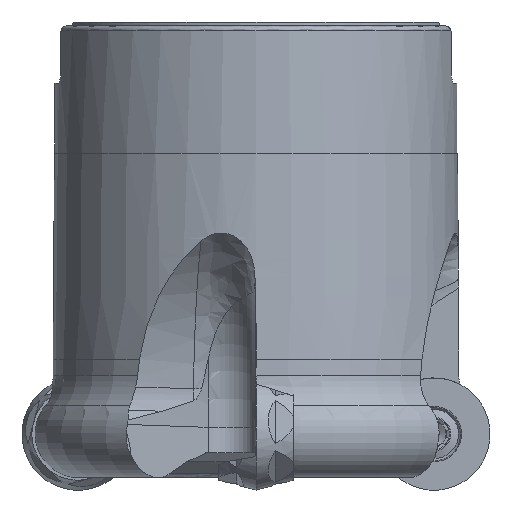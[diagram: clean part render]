
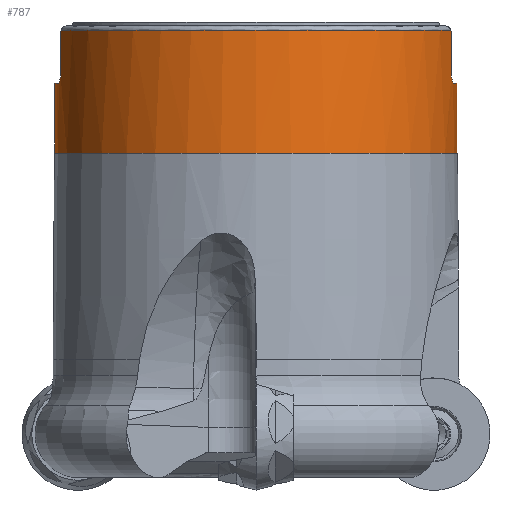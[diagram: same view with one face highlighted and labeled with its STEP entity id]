
A CAD part, left-side view. The second image highlights one B-rep face of the part: STEP entity #787.
In plain terms, the highlighted cylindrical face has radius 21.5 mm (diameter 43 mm), a full revolution.
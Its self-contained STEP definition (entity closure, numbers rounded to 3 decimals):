
#179=ELLIPSE('',#5871,30.406,21.5);
#180=ELLIPSE('',#5873,30.406,21.5);
#181=ELLIPSE('',#5874,30.406,21.5);
#182=ELLIPSE('',#5876,30.406,21.5);
#183=ELLIPSE('',#5877,30.406,21.5);
#184=ELLIPSE('',#5879,30.406,21.5);
#185=ELLIPSE('',#5880,30.406,21.5);
#186=ELLIPSE('',#5882,30.406,21.5);
#343=CYLINDRICAL_SURFACE('',#5883,21.5);
#787=ADVANCED_FACE('CN_SU1',(#1222,#1223),#343,.T.);
#1222=FACE_BOUND('',#1376,.T.);
#1223=FACE_BOUND('',#1377,.T.);
#1376=EDGE_LOOP('',(#2676,#2677,#2678,#2679,#2680,#2681,#2682,#2683,#2684,
#2685,#2686,#2687,#2688,#2689,#2690,#2691));
#1377=EDGE_LOOP('',(#2692));
#1766=CIRCLE('',#5869,21.5);
#1767=CIRCLE('',#5872,21.5);
#1768=CIRCLE('',#5875,21.5);
#1769=CIRCLE('',#5878,21.5);
#1770=CIRCLE('',#5881,21.5);
#1916=LINE('',#8846,#2140);
#1917=LINE('',#8854,#2141);
#1918=LINE('',#8862,#2142);
#1919=LINE('',#8870,#2143);
#2140=VECTOR('',#6660,1.);
#2141=VECTOR('',#6667,1.);
#2142=VECTOR('',#6674,1.);
#2143=VECTOR('',#6681,1.);
#2676=ORIENTED_EDGE('',*,*,#4769,.T.);
#2677=ORIENTED_EDGE('',*,*,#4770,.T.);
#2678=ORIENTED_EDGE('',*,*,#4771,.T.);
#2679=ORIENTED_EDGE('',*,*,#4772,.F.);
#2680=ORIENTED_EDGE('',*,*,#4773,.F.);
#2681=ORIENTED_EDGE('',*,*,#4774,.T.);
#2682=ORIENTED_EDGE('',*,*,#4775,.F.);
#2683=ORIENTED_EDGE('',*,*,#4776,.F.);
#2684=ORIENTED_EDGE('',*,*,#4777,.T.);
#2685=ORIENTED_EDGE('',*,*,#4778,.T.);
#2686=ORIENTED_EDGE('',*,*,#4779,.T.);
#2687=ORIENTED_EDGE('',*,*,#4780,.F.);
#2688=ORIENTED_EDGE('',*,*,#4781,.F.);
#2689=ORIENTED_EDGE('',*,*,#4782,.T.);
#2690=ORIENTED_EDGE('',*,*,#4783,.F.);
#2691=ORIENTED_EDGE('',*,*,#4784,.F.);
#2692=ORIENTED_EDGE('',*,*,#4768,.T.);
#4178=VERTEX_POINT('',#8837);
#4179=VERTEX_POINT('',#8840);
#4180=VERTEX_POINT('',#8841);
#4181=VERTEX_POINT('',#8843);
#4182=VERTEX_POINT('',#8845);
#4183=VERTEX_POINT('',#8847);
#4184=VERTEX_POINT('',#8849);
#4185=VERTEX_POINT('',#8851);
#4186=VERTEX_POINT('',#8853);
#4187=VERTEX_POINT('',#8855);
#4188=VERTEX_POINT('',#8857);
#4189=VERTEX_POINT('',#8859);
#4190=VERTEX_POINT('',#8861);
#4191=VERTEX_POINT('',#8863);
#4192=VERTEX_POINT('',#8865);
#4193=VERTEX_POINT('',#8867);
#4194=VERTEX_POINT('',#8869);
#4768=EDGE_CURVE('',#4178,#4178,#1766,.T.);
#4769=EDGE_CURVE('',#4179,#4180,#179,.T.);
#4770=EDGE_CURVE('',#4180,#4181,#1767,.T.);
#4771=EDGE_CURVE('',#4181,#4182,#180,.T.);
#4772=EDGE_CURVE('',#4183,#4182,#1916,.T.);
#4773=EDGE_CURVE('',#4184,#4183,#181,.T.);
#4774=EDGE_CURVE('',#4184,#4185,#1768,.T.);
#4775=EDGE_CURVE('',#4186,#4185,#182,.T.);
#4776=EDGE_CURVE('',#4187,#4186,#1917,.T.);
#4777=EDGE_CURVE('',#4187,#4188,#183,.T.);
#4778=EDGE_CURVE('',#4188,#4189,#1769,.T.);
#4779=EDGE_CURVE('',#4189,#4190,#184,.T.);
#4780=EDGE_CURVE('',#4191,#4190,#1918,.T.);
#4781=EDGE_CURVE('',#4192,#4191,#185,.T.);
#4782=EDGE_CURVE('',#4192,#4193,#1770,.T.);
#4783=EDGE_CURVE('',#4194,#4193,#186,.T.);
#4784=EDGE_CURVE('',#4179,#4194,#1919,.T.);
#5869=AXIS2_PLACEMENT_3D('',#8836,#6650,#6651);
#5871=AXIS2_PLACEMENT_3D('',#8839,#6654,#6655);
#5872=AXIS2_PLACEMENT_3D('',#8842,#6656,#6657);
#5873=AXIS2_PLACEMENT_3D('',#8844,#6658,#6659);
#5874=AXIS2_PLACEMENT_3D('',#8848,#6661,#6662);
#5875=AXIS2_PLACEMENT_3D('',#8850,#6663,#6664);
#5876=AXIS2_PLACEMENT_3D('',#8852,#6665,#6666);
#5877=AXIS2_PLACEMENT_3D('',#8856,#6668,#6669);
#5878=AXIS2_PLACEMENT_3D('',#8858,#6670,#6671);
#5879=AXIS2_PLACEMENT_3D('',#8860,#6672,#6673);
#5880=AXIS2_PLACEMENT_3D('',#8864,#6675,#6676);
#5881=AXIS2_PLACEMENT_3D('',#8866,#6677,#6678);
#5882=AXIS2_PLACEMENT_3D('',#8868,#6679,#6680);
#5883=AXIS2_PLACEMENT_3D('',#8871,#6682,#6683);
#6650=DIRECTION('',(0.,0.,1.));
#6651=DIRECTION('',(0.,1.,0.));
#6654=DIRECTION('',(-0.707,0.,-0.707));
#6655=DIRECTION('',(-0.707,0.,0.707));
#6656=DIRECTION('',(0.,0.,-1.));
#6657=DIRECTION('',(0.,-1.,0.));
#6658=DIRECTION('',(-0.707,0.,-0.707));
#6659=DIRECTION('',(-0.707,0.,0.707));
#6660=DIRECTION('',(0.,0.,1.));
#6661=DIRECTION('',(0.707,0.,0.707));
#6662=DIRECTION('',(-0.707,0.,0.707));
#6663=DIRECTION('',(0.,0.,-1.));
#6664=DIRECTION('',(0.,1.,0.));
#6665=DIRECTION('',(-0.707,0.,0.707));
#6666=DIRECTION('',(0.707,0.,0.707));
#6667=DIRECTION('',(0.,0.,-1.));
#6668=DIRECTION('',(0.707,0.,-0.707));
#6669=DIRECTION('',(0.707,0.,0.707));
#6670=DIRECTION('',(0.,0.,-1.));
#6671=DIRECTION('',(0.,-1.,0.));
#6672=DIRECTION('',(0.707,0.,-0.707));
#6673=DIRECTION('',(0.707,0.,0.707));
#6674=DIRECTION('',(0.,0.,1.));
#6675=DIRECTION('',(-0.707,0.,0.707));
#6676=DIRECTION('',(0.707,0.,0.707));
#6677=DIRECTION('',(0.,0.,-1.));
#6678=DIRECTION('',(0.,1.,0.));
#6679=DIRECTION('',(0.707,0.,0.707));
#6680=DIRECTION('',(-0.707,0.,0.707));
#6681=DIRECTION('',(0.,0.,-1.));
#6682=DIRECTION('',(0.,0.,1.));
#6683=DIRECTION('',(0.,1.,0.));
#8836=CARTESIAN_POINT('',(0.,0.,-14.));
#8837=CARTESIAN_POINT('',(0.,21.5,-14.));
#8839=CARTESIAN_POINT('',(0.,0.,-6.328));
#8840=CARTESIAN_POINT('',(-5.228,-20.855,-1.1));
#8841=CARTESIAN_POINT('',(-5.427,-20.804,-0.9));
#8842=CARTESIAN_POINT('',(0.,0.,-0.9));
#8843=CARTESIAN_POINT('',(-5.428,20.804,-0.9));
#8844=CARTESIAN_POINT('',(0.,0.,-6.328));
#8845=CARTESIAN_POINT('',(-5.228,20.855,-1.1));
#8846=CARTESIAN_POINT('',(-5.228,20.855,1.));
#8847=CARTESIAN_POINT('',(-5.228,20.855,-5.75));
#8848=CARTESIAN_POINT('',(0.,0.,-10.978));
#8849=CARTESIAN_POINT('',(-4.428,21.039,-6.55));
#8850=CARTESIAN_POINT('',(0.,0.,-6.55));
#8851=CARTESIAN_POINT('',(4.428,21.039,-6.55));
#8852=CARTESIAN_POINT('',(0.,0.,-10.978));
#8853=CARTESIAN_POINT('',(5.228,20.855,-5.75));
#8854=CARTESIAN_POINT('',(5.228,20.855,1.));
#8855=CARTESIAN_POINT('',(5.228,20.855,-1.1));
#8856=CARTESIAN_POINT('',(0.,0.,-6.328));
#8857=CARTESIAN_POINT('',(5.427,20.804,-0.9));
#8858=CARTESIAN_POINT('',(0.,0.,-0.9));
#8859=CARTESIAN_POINT('',(5.428,-20.804,-0.9));
#8860=CARTESIAN_POINT('',(0.,0.,-6.328));
#8861=CARTESIAN_POINT('',(5.228,-20.855,-1.1));
#8862=CARTESIAN_POINT('',(5.228,-20.855,1.));
#8863=CARTESIAN_POINT('',(5.228,-20.855,-5.75));
#8864=CARTESIAN_POINT('',(0.,0.,-10.978));
#8865=CARTESIAN_POINT('',(4.428,-21.039,-6.55));
#8866=CARTESIAN_POINT('',(0.,0.,-6.55));
#8867=CARTESIAN_POINT('',(-4.428,-21.039,-6.55));
#8868=CARTESIAN_POINT('',(0.,0.,-10.978));
#8869=CARTESIAN_POINT('',(-5.228,-20.855,-5.75));
#8870=CARTESIAN_POINT('',(-5.228,-20.855,1.));
#8871=CARTESIAN_POINT('',(0.,0.,1.));
